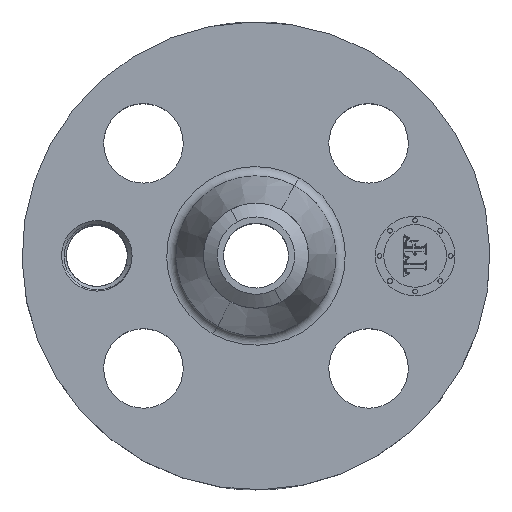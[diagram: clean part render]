
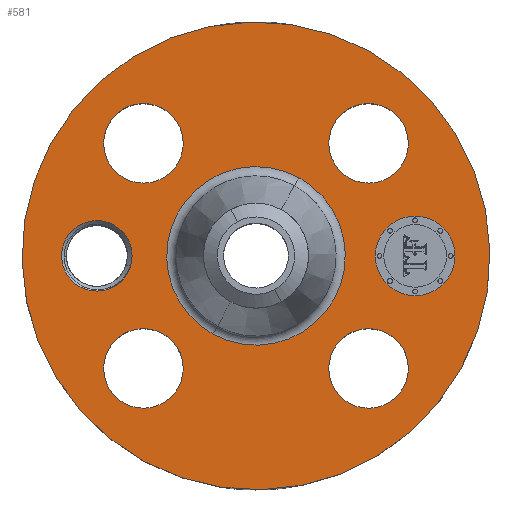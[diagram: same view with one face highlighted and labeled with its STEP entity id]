
A CAD part, top view. The second image highlights one B-rep face of the part: STEP entity #581.
In plain terms, the highlighted planar face has unit normal (0, 0, 1).
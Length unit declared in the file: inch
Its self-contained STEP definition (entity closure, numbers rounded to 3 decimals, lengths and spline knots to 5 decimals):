
#58=AXIS2_PLACEMENT_3D('Circle Axis2P3D',#56,#57,$) ;
#318=AXIS2_PLACEMENT_3D('Circle Axis2P3D',#316,#317,$) ;
#449=AXIS2_PLACEMENT_3D('Plane Axis2P3D',#446,#447,#448) ;
#457=AXIS2_PLACEMENT_3D('Circle Axis2P3D',#455,#456,$) ;
#466=AXIS2_PLACEMENT_3D('Circle Axis2P3D',#464,#465,$) ;
#475=AXIS2_PLACEMENT_3D('Circle Axis2P3D',#473,#474,$) ;
#484=AXIS2_PLACEMENT_3D('Circle Axis2P3D',#482,#483,$) ;
#493=AXIS2_PLACEMENT_3D('Circle Axis2P3D',#491,#492,$) ;
#502=AXIS2_PLACEMENT_3D('Circle Axis2P3D',#500,#501,$) ;
#511=AXIS2_PLACEMENT_3D('Circle Axis2P3D',#509,#510,$) ;
#520=AXIS2_PLACEMENT_3D('Circle Axis2P3D',#518,#519,$) ;
#529=AXIS2_PLACEMENT_3D('Circle Axis2P3D',#527,#528,$) ;
#538=AXIS2_PLACEMENT_3D('Circle Axis2P3D',#536,#537,$) ;
#547=AXIS2_PLACEMENT_3D('Circle Axis2P3D',#545,#546,$) ;
#556=AXIS2_PLACEMENT_3D('Circle Axis2P3D',#554,#555,$) ;
#565=AXIS2_PLACEMENT_3D('Circle Axis2P3D',#563,#564,$) ;
#574=AXIS2_PLACEMENT_3D('Circle Axis2P3D',#572,#573,$) ;
#53=CARTESIAN_POINT('Vertex',(-1.40951,-2.58009,1.75)) ;
#56=CARTESIAN_POINT('Axis2P3D Location',(0.,0.,1.75)) ;
#60=CARTESIAN_POINT('Vertex',(1.40951,2.58009,1.75)) ;
#316=CARTESIAN_POINT('Axis2P3D Location',(0.,0.,1.75)) ;
#446=CARTESIAN_POINT('Axis2P3D Location',(0.,2.94,1.75)) ;
#455=CARTESIAN_POINT('Axis2P3D Location',(-2.,0.,1.75)) ;
#459=CARTESIAN_POINT('Vertex',(-2.38859,0.21229,1.75)) ;
#461=CARTESIAN_POINT('Vertex',(-1.61141,-0.21229,1.75)) ;
#464=CARTESIAN_POINT('Axis2P3D Location',(-2.,0.,1.75)) ;
#473=CARTESIAN_POINT('Axis2P3D Location',(1.41421,-1.41421,1.75)) ;
#477=CARTESIAN_POINT('Vertex',(0.97542,-1.1745,1.75)) ;
#479=CARTESIAN_POINT('Vertex',(1.853,-1.65393,1.75)) ;
#482=CARTESIAN_POINT('Axis2P3D Location',(1.41421,-1.41421,1.75)) ;
#491=CARTESIAN_POINT('Axis2P3D Location',(0.,0.,1.75)) ;
#495=CARTESIAN_POINT('Vertex',(-0.53795,-0.98471,1.75)) ;
#497=CARTESIAN_POINT('Vertex',(0.53795,0.98471,1.75)) ;
#500=CARTESIAN_POINT('Axis2P3D Location',(0.,0.,1.75)) ;
#509=CARTESIAN_POINT('Axis2P3D Location',(-1.41421,-1.41421,1.75)) ;
#513=CARTESIAN_POINT('Vertex',(-1.65393,-1.853,1.75)) ;
#515=CARTESIAN_POINT('Vertex',(-1.1745,-0.97542,1.75)) ;
#518=CARTESIAN_POINT('Axis2P3D Location',(-1.41421,-1.41421,1.75)) ;
#527=CARTESIAN_POINT('Axis2P3D Location',(-1.41421,1.41421,1.75)) ;
#531=CARTESIAN_POINT('Vertex',(-1.853,1.65393,1.75)) ;
#533=CARTESIAN_POINT('Vertex',(-0.97542,1.1745,1.75)) ;
#536=CARTESIAN_POINT('Axis2P3D Location',(-1.41421,1.41421,1.75)) ;
#545=CARTESIAN_POINT('Axis2P3D Location',(1.41421,1.41421,1.75)) ;
#549=CARTESIAN_POINT('Vertex',(1.65393,1.853,1.75)) ;
#551=CARTESIAN_POINT('Vertex',(1.1745,0.97542,1.75)) ;
#554=CARTESIAN_POINT('Axis2P3D Location',(1.41421,1.41421,1.75)) ;
#563=CARTESIAN_POINT('Axis2P3D Location',(2.,0.,1.75)) ;
#567=CARTESIAN_POINT('Vertex',(2.,0.5,1.75)) ;
#569=CARTESIAN_POINT('Vertex',(2.,-0.5,1.75)) ;
#572=CARTESIAN_POINT('Axis2P3D Location',(2.,0.,1.75)) ;
#57=DIRECTION('Axis2P3D Direction',(0.,0.,-0.039)) ;
#317=DIRECTION('Axis2P3D Direction',(0.,0.,-0.039)) ;
#447=DIRECTION('Axis2P3D Direction',(0.,0.,-0.039)) ;
#448=DIRECTION('Axis2P3D XDirection',(0.039,0.,0.)) ;
#456=DIRECTION('Axis2P3D Direction',(0.,0.,-0.039)) ;
#465=DIRECTION('Axis2P3D Direction',(0.,0.,-0.039)) ;
#474=DIRECTION('Axis2P3D Direction',(0.,0.,-0.039)) ;
#483=DIRECTION('Axis2P3D Direction',(0.,0.,-0.039)) ;
#492=DIRECTION('Axis2P3D Direction',(0.,0.,-0.039)) ;
#501=DIRECTION('Axis2P3D Direction',(0.,0.,-0.039)) ;
#510=DIRECTION('Axis2P3D Direction',(0.,0.,-0.039)) ;
#519=DIRECTION('Axis2P3D Direction',(0.,0.,-0.039)) ;
#528=DIRECTION('Axis2P3D Direction',(0.,0.,-0.039)) ;
#537=DIRECTION('Axis2P3D Direction',(0.,0.,-0.039)) ;
#546=DIRECTION('Axis2P3D Direction',(0.,0.,-0.039)) ;
#555=DIRECTION('Axis2P3D Direction',(0.,0.,-0.039)) ;
#564=DIRECTION('Axis2P3D Direction',(0.,0.,-0.039)) ;
#573=DIRECTION('Axis2P3D Direction',(0.,0.,-0.039)) ;
#452=ORIENTED_EDGE('',*,*,#320,.F.) ;
#453=ORIENTED_EDGE('',*,*,#62,.F.) ;
#470=ORIENTED_EDGE('',*,*,#463,.T.) ;
#471=ORIENTED_EDGE('',*,*,#468,.T.) ;
#488=ORIENTED_EDGE('',*,*,#481,.T.) ;
#489=ORIENTED_EDGE('',*,*,#486,.T.) ;
#506=ORIENTED_EDGE('',*,*,#499,.T.) ;
#507=ORIENTED_EDGE('',*,*,#504,.T.) ;
#524=ORIENTED_EDGE('',*,*,#517,.T.) ;
#525=ORIENTED_EDGE('',*,*,#522,.T.) ;
#542=ORIENTED_EDGE('',*,*,#535,.T.) ;
#543=ORIENTED_EDGE('',*,*,#540,.T.) ;
#560=ORIENTED_EDGE('',*,*,#553,.T.) ;
#561=ORIENTED_EDGE('',*,*,#558,.T.) ;
#578=ORIENTED_EDGE('',*,*,#571,.T.) ;
#579=ORIENTED_EDGE('',*,*,#576,.T.) ;
#472=FACE_BOUND('',#469,.T.) ;
#490=FACE_BOUND('',#487,.T.) ;
#508=FACE_BOUND('',#505,.T.) ;
#526=FACE_BOUND('',#523,.T.) ;
#544=FACE_BOUND('',#541,.T.) ;
#562=FACE_BOUND('',#559,.T.) ;
#580=FACE_BOUND('',#577,.T.) ;
#581=ADVANCED_FACE('PartBody',(#454,#472,#490,#508,#526,#544,#562,#580),#450,.F.) ;
#59=CIRCLE('generated circle',#58,2.94) ;
#319=CIRCLE('generated circle',#318,2.94) ;
#458=CIRCLE('generated circle',#457,0.4428) ;
#467=CIRCLE('generated circle',#466,0.4428) ;
#476=CIRCLE('generated circle',#475,0.5) ;
#485=CIRCLE('generated circle',#484,0.5) ;
#494=CIRCLE('generated circle',#493,1.12207) ;
#503=CIRCLE('generated circle',#502,1.12207) ;
#512=CIRCLE('generated circle',#511,0.5) ;
#521=CIRCLE('generated circle',#520,0.5) ;
#530=CIRCLE('generated circle',#529,0.5) ;
#539=CIRCLE('generated circle',#538,0.5) ;
#548=CIRCLE('generated circle',#547,0.5) ;
#557=CIRCLE('generated circle',#556,0.5) ;
#566=CIRCLE('generated circle',#565,0.5) ;
#575=CIRCLE('generated circle',#574,0.5) ;
#62=EDGE_CURVE('',#54,#61,#59,.T.) ;
#320=EDGE_CURVE('',#61,#54,#319,.T.) ;
#463=EDGE_CURVE('',#460,#462,#458,.T.) ;
#468=EDGE_CURVE('',#462,#460,#467,.T.) ;
#481=EDGE_CURVE('',#478,#480,#476,.T.) ;
#486=EDGE_CURVE('',#480,#478,#485,.T.) ;
#499=EDGE_CURVE('',#496,#498,#494,.T.) ;
#504=EDGE_CURVE('',#498,#496,#503,.T.) ;
#517=EDGE_CURVE('',#514,#516,#512,.T.) ;
#522=EDGE_CURVE('',#516,#514,#521,.T.) ;
#535=EDGE_CURVE('',#532,#534,#530,.T.) ;
#540=EDGE_CURVE('',#534,#532,#539,.T.) ;
#553=EDGE_CURVE('',#550,#552,#548,.T.) ;
#558=EDGE_CURVE('',#552,#550,#557,.T.) ;
#571=EDGE_CURVE('',#568,#570,#566,.T.) ;
#576=EDGE_CURVE('',#570,#568,#575,.T.) ;
#451=EDGE_LOOP('',(#452,#453)) ;
#469=EDGE_LOOP('',(#470,#471)) ;
#487=EDGE_LOOP('',(#488,#489)) ;
#505=EDGE_LOOP('',(#506,#507)) ;
#523=EDGE_LOOP('',(#524,#525)) ;
#541=EDGE_LOOP('',(#542,#543)) ;
#559=EDGE_LOOP('',(#560,#561)) ;
#577=EDGE_LOOP('',(#578,#579)) ;
#454=FACE_OUTER_BOUND('',#451,.T.) ;
#450=PLANE('',#449) ;
#54=VERTEX_POINT('',#53) ;
#61=VERTEX_POINT('',#60) ;
#460=VERTEX_POINT('',#459) ;
#462=VERTEX_POINT('',#461) ;
#478=VERTEX_POINT('',#477) ;
#480=VERTEX_POINT('',#479) ;
#496=VERTEX_POINT('',#495) ;
#498=VERTEX_POINT('',#497) ;
#514=VERTEX_POINT('',#513) ;
#516=VERTEX_POINT('',#515) ;
#532=VERTEX_POINT('',#531) ;
#534=VERTEX_POINT('',#533) ;
#550=VERTEX_POINT('',#549) ;
#552=VERTEX_POINT('',#551) ;
#568=VERTEX_POINT('',#567) ;
#570=VERTEX_POINT('',#569) ;
